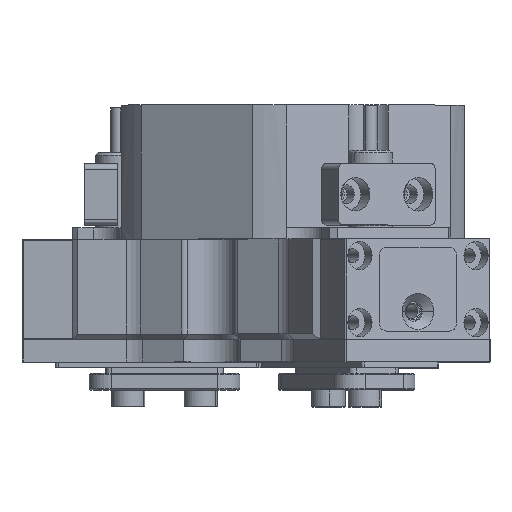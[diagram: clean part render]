
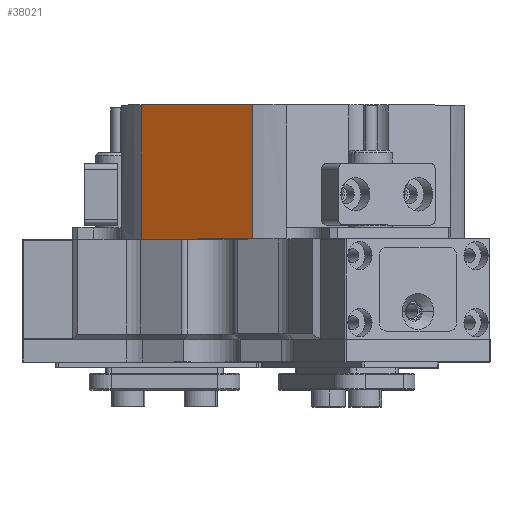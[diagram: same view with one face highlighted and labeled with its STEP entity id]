
A CAD part, top view. The second image highlights one B-rep face of the part: STEP entity #38021.
In plain terms, the highlighted face is planar.
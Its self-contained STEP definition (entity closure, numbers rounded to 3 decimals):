
#412 = DIRECTION ( 'NONE',  ( 0.866, 0., -0.5 ) ) ;
#3401 = DIRECTION ( 'NONE',  ( 0., 1., 0. ) ) ;
#4974 = EDGE_CURVE ( 'NONE', #49664, #19567, #7312, .T. ) ;
#5968 = ORIENTED_EDGE ( 'NONE', *, *, #53018, .T. ) ;
#7312 = LINE ( 'NONE', #16160, #26721 ) ;
#8802 = CARTESIAN_POINT ( 'NONE',  ( 64.844, -13.894, 8.543 ) ) ;
#9514 = EDGE_CURVE ( 'NONE', #13523, #19102, #37080, .T. ) ;
#11113 = CARTESIAN_POINT ( 'NONE',  ( 44.945, -37.894, 20.032 ) ) ;
#11487 = DIRECTION ( 'NONE',  ( 0., -1., 0. ) ) ;
#12242 = PLANE ( 'NONE',  #36307 ) ;
#13347 = DIRECTION ( 'NONE',  ( 0.5, 0., 0.866 ) ) ;
#13523 = VERTEX_POINT ( 'NONE', #8802 ) ;
#16160 = CARTESIAN_POINT ( 'NONE',  ( 44.945, -55.894, 20.032 ) ) ;
#17323 = ORIENTED_EDGE ( 'NONE', *, *, #22820, .T. ) ;
#18698 = EDGE_LOOP ( 'NONE', ( #43944, #5968, #40896, #17323 ) ) ;
#19102 = VERTEX_POINT ( 'NONE', #30861 ) ;
#19567 = VERTEX_POINT ( 'NONE', #26686 ) ;
#22820 = EDGE_CURVE ( 'NONE', #19567, #13523, #36752, .T. ) ;
#26686 = CARTESIAN_POINT ( 'NONE',  ( 44.945, -13.894, 20.032 ) ) ;
#26721 = VECTOR ( 'NONE', #3401, 1000. ) ;
#27122 = VECTOR ( 'NONE', #11487, 1000. ) ;
#27416 = DIRECTION ( 'NONE',  ( 0.866, 0., -0.5 ) ) ;
#28387 = FACE_OUTER_BOUND ( 'NONE', #18698, .T. ) ;
#30861 = CARTESIAN_POINT ( 'NONE',  ( 64.844, -37.894, 8.543 ) ) ;
#36307 = AXIS2_PLACEMENT_3D ( 'NONE', #50705, #13347, #412 ) ;
#36352 = CARTESIAN_POINT ( 'NONE',  ( 54.894, -13.894, 14.287 ) ) ;
#36752 = LINE ( 'NONE', #36352, #52128 ) ;
#37080 = LINE ( 'NONE', #45481, #27122 ) ;
#38021 = ADVANCED_FACE ( 'NONE', ( #28387 ), #12242, .F. ) ;
#38499 = LINE ( 'NONE', #49987, #51200 ) ;
#40896 = ORIENTED_EDGE ( 'NONE', *, *, #4974, .T. ) ;
#41612 = DIRECTION ( 'NONE',  ( -0.866, 0., 0.5 ) ) ;
#43944 = ORIENTED_EDGE ( 'NONE', *, *, #9514, .T. ) ;
#45481 = CARTESIAN_POINT ( 'NONE',  ( 64.844, -55.894, 8.543 ) ) ;
#49664 = VERTEX_POINT ( 'NONE', #11113 ) ;
#49987 = CARTESIAN_POINT ( 'NONE',  ( 54.894, -37.894, 14.287 ) ) ;
#50705 = CARTESIAN_POINT ( 'NONE',  ( 33.244, -47.894, 26.787 ) ) ;
#51200 = VECTOR ( 'NONE', #41612, 1000. ) ;
#52128 = VECTOR ( 'NONE', #27416, 1000. ) ;
#53018 = EDGE_CURVE ( 'NONE', #19102, #49664, #38499, .T. ) ;
